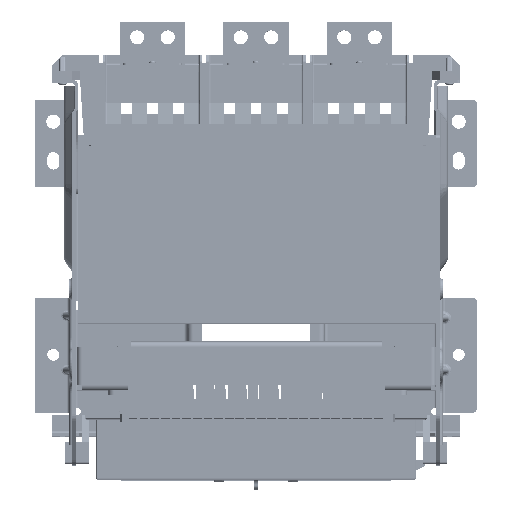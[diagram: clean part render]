
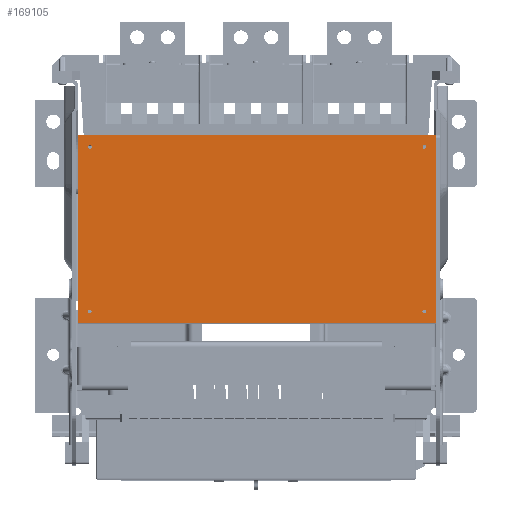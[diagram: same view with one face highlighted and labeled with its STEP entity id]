
A CAD part, top view. The second image highlights one B-rep face of the part: STEP entity #169105.
In plain terms, the highlighted planar face has unit normal (0, 0, 1).
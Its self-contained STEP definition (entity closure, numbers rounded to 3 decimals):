
#26830=DIRECTION('',(1.,0.,0.));
#26831=VECTOR('',#26830,329.);
#26832=CARTESIAN_POINT('',(-163.5,103.006,433.011));
#26833=LINE('',#26832,#26831);
#27162=DIRECTION('',(0.,1.,0.));
#27163=VECTOR('',#27162,172.994);
#27164=CARTESIAN_POINT('',(165.5,103.006,433.011));
#27165=LINE('',#27164,#27163);
#27203=DIRECTION('',(0.,1.,0.));
#27204=VECTOR('',#27203,172.995);
#27205=CARTESIAN_POINT('',(-163.5,103.006,433.011));
#27206=LINE('',#27205,#27204);
#27207=DIRECTION('',(1.,0.,0.));
#27208=VECTOR('',#27207,329.);
#27209=CARTESIAN_POINT('',(-163.5,276.,432.943));
#27210=LINE('',#27209,#27208);
#27211=CARTESIAN_POINT('',(154.5,114.006,433.007));
#27212=DIRECTION('',(0.,0.,1.));
#27213=DIRECTION('',(1.,0.,0.));
#27214=AXIS2_PLACEMENT_3D('',#27211,#27212,#27213);
#27216=CARTESIAN_POINT('',(154.5,114.006,433.007));
#27217=DIRECTION('',(0.,0.,1.));
#27218=DIRECTION('',(-1.,0.,0.));
#27219=AXIS2_PLACEMENT_3D('',#27216,#27217,#27218);
#27221=CARTESIAN_POINT('',(154.5,265.006,432.948));
#27222=DIRECTION('',(0.,0.,1.));
#27223=DIRECTION('',(1.,0.,0.));
#27224=AXIS2_PLACEMENT_3D('',#27221,#27222,#27223);
#27226=CARTESIAN_POINT('',(154.5,265.006,432.948));
#27227=DIRECTION('',(0.,0.,1.));
#27228=DIRECTION('',(-1.,0.,0.));
#27229=AXIS2_PLACEMENT_3D('',#27226,#27227,#27228);
#27231=CARTESIAN_POINT('',(-152.5,265.006,432.948));
#27232=DIRECTION('',(0.,0.,1.));
#27233=DIRECTION('',(1.,0.,0.));
#27234=AXIS2_PLACEMENT_3D('',#27231,#27232,#27233);
#27236=CARTESIAN_POINT('',(-152.5,265.006,432.948));
#27237=DIRECTION('',(0.,0.,1.));
#27238=DIRECTION('',(-1.,0.,0.));
#27239=AXIS2_PLACEMENT_3D('',#27236,#27237,#27238);
#27241=CARTESIAN_POINT('',(-152.5,114.006,433.007));
#27242=DIRECTION('',(0.,0.,1.));
#27243=DIRECTION('',(1.,0.,0.));
#27244=AXIS2_PLACEMENT_3D('',#27241,#27242,#27243);
#27246=CARTESIAN_POINT('',(-152.5,114.006,433.007));
#27247=DIRECTION('',(0.,0.,1.));
#27248=DIRECTION('',(-1.,0.,0.));
#27249=AXIS2_PLACEMENT_3D('',#27246,#27247,#27248);
#114374=CARTESIAN_POINT('',(-163.5,103.006,433.011));
#114375=VERTEX_POINT('',#114374);
#114376=CARTESIAN_POINT('',(165.5,103.006,433.011));
#114377=VERTEX_POINT('',#114376);
#114420=CARTESIAN_POINT('',(165.5,276.,432.943));
#114421=VERTEX_POINT('',#114420);
#114422=CARTESIAN_POINT('',(-163.5,276.,432.943));
#114423=VERTEX_POINT('',#114422);
#114514=CARTESIAN_POINT('',(156.25,114.006,433.007));
#114515=CARTESIAN_POINT('',(152.75,114.006,433.007));
#114516=VERTEX_POINT('',#114514);
#114517=VERTEX_POINT('',#114515);
#114518=CARTESIAN_POINT('',(156.25,265.006,432.948));
#114519=CARTESIAN_POINT('',(152.75,265.006,432.948));
#114520=VERTEX_POINT('',#114518);
#114521=VERTEX_POINT('',#114519);
#114522=CARTESIAN_POINT('',(-150.75,265.006,432.948));
#114523=CARTESIAN_POINT('',(-154.25,265.006,432.948));
#114524=VERTEX_POINT('',#114522);
#114525=VERTEX_POINT('',#114523);
#114526=CARTESIAN_POINT('',(-150.75,114.006,433.007));
#114527=CARTESIAN_POINT('',(-154.25,114.006,433.007));
#114528=VERTEX_POINT('',#114526);
#114529=VERTEX_POINT('',#114527);
#169069=CARTESIAN_POINT('',(1.,189.504,432.977));
#169070=DIRECTION('',(0.,0.,1.));
#169071=DIRECTION('',(1.,0.,0.));
#169072=AXIS2_PLACEMENT_3D('',#169069,#169070,#169071);
#169073=PLANE('',#169072);
#169075=ORIENTED_EDGE('',*,*,#169074,.T.);
#169076=ORIENTED_EDGE('',*,*,#168830,.T.);
#169077=ORIENTED_EDGE('',*,*,#168971,.F.);
#169078=ORIENTED_EDGE('',*,*,#168658,.F.);
#169079=EDGE_LOOP('',(#169075,#169076,#169077,#169078));
#169080=FACE_OUTER_BOUND('',#169079,.F.);
#169082=ORIENTED_EDGE('',*,*,#169081,.T.);
#169084=ORIENTED_EDGE('',*,*,#169083,.T.);
#169085=EDGE_LOOP('',(#169082,#169084));
#169086=FACE_BOUND('',#169085,.F.);
#169088=ORIENTED_EDGE('',*,*,#169087,.T.);
#169090=ORIENTED_EDGE('',*,*,#169089,.T.);
#169091=EDGE_LOOP('',(#169088,#169090));
#169092=FACE_BOUND('',#169091,.F.);
#169094=ORIENTED_EDGE('',*,*,#169093,.T.);
#169096=ORIENTED_EDGE('',*,*,#169095,.T.);
#169097=EDGE_LOOP('',(#169094,#169096));
#169098=FACE_BOUND('',#169097,.F.);
#169100=ORIENTED_EDGE('',*,*,#169099,.T.);
#169102=ORIENTED_EDGE('',*,*,#169101,.T.);
#169103=EDGE_LOOP('',(#169100,#169102));
#169104=FACE_BOUND('',#169103,.F.);
#169105=ADVANCED_FACE('',(#169080,#169086,#169092,#169098,#169104),#169073,.T.);
#27215=CIRCLE('',#27214,1.75);
#27220=CIRCLE('',#27219,1.75);
#27225=CIRCLE('',#27224,1.75);
#27230=CIRCLE('',#27229,1.75);
#27235=CIRCLE('',#27234,1.75);
#27240=CIRCLE('',#27239,1.75);
#27245=CIRCLE('',#27244,1.75);
#27250=CIRCLE('',#27249,1.75);
#168658=EDGE_CURVE('',#114375,#114377,#26833,.T.);
#168830=EDGE_CURVE('',#114423,#114421,#27210,.T.);
#168971=EDGE_CURVE('',#114377,#114421,#27165,.T.);
#169074=EDGE_CURVE('',#114375,#114423,#27206,.T.);
#169081=EDGE_CURVE('',#114516,#114517,#27215,.T.);
#169083=EDGE_CURVE('',#114517,#114516,#27220,.T.);
#169087=EDGE_CURVE('',#114520,#114521,#27225,.T.);
#169089=EDGE_CURVE('',#114521,#114520,#27230,.T.);
#169093=EDGE_CURVE('',#114524,#114525,#27235,.T.);
#169095=EDGE_CURVE('',#114525,#114524,#27240,.T.);
#169099=EDGE_CURVE('',#114528,#114529,#27245,.T.);
#169101=EDGE_CURVE('',#114529,#114528,#27250,.T.);
